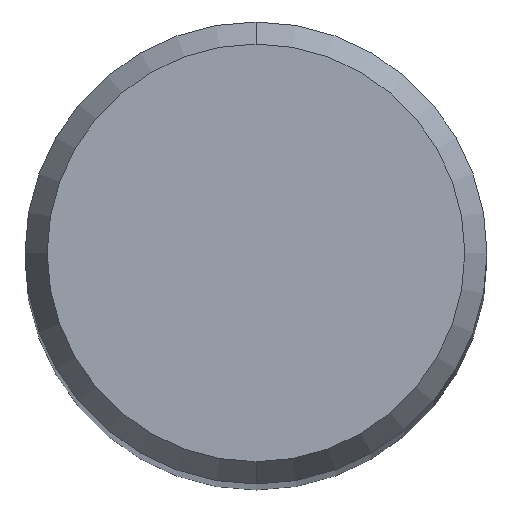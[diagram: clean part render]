
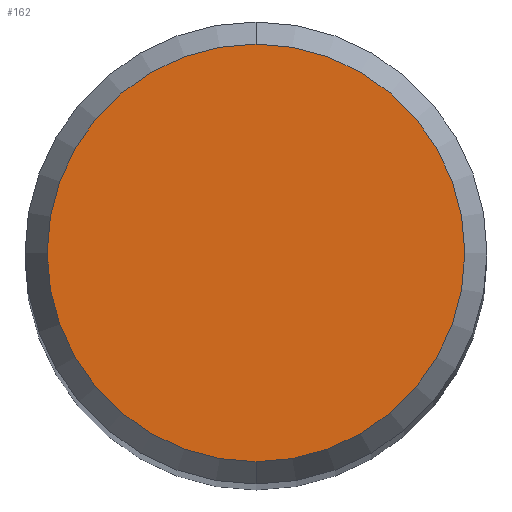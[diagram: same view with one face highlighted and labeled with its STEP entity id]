
A CAD part, top view. The second image highlights one B-rep face of the part: STEP entity #162.
In plain terms, the highlighted planar face has unit normal (0, 0, 1).
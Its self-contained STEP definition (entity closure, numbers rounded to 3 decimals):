
#92=VERTEX_POINT('',#229);
#94=EDGE_CURVE('',#92,#204,#231,.T.);
#104=EDGE_CURVE('',#204,#92,#241,.T.);
#162=ADVANCED_FACE('',(#305),#306,.T.);
#204=VERTEX_POINT('',#357);
#229=CARTESIAN_POINT('',(0.,-2.158,0.01));
#231=CIRCLE('',#377,2.158);
#241=CIRCLE('',#391,2.158);
#305=FACE_OUTER_BOUND('',#473,.T.);
#306=PLANE('',#474);
#357=CARTESIAN_POINT('',(0.0,2.158,0.01));
#377=AXIS2_PLACEMENT_3D('',#542,#543,#544);
#391=AXIS2_PLACEMENT_3D('',#554,#555,#556);
#473=EDGE_LOOP('',(#635,#636));
#474=AXIS2_PLACEMENT_3D('',#637,#638,#639);
#542=CARTESIAN_POINT('',(0.0,0.0,0.01));
#543=DIRECTION('',(0.0,0.0,-1.0));
#544=DIRECTION('',(0.0,1.0,0.0));
#554=CARTESIAN_POINT('',(0.0,0.0,0.01));
#555=DIRECTION('',(0.0,0.0,-1.0));
#556=DIRECTION('',(0.0,1.0,0.0));
#635=ORIENTED_EDGE('',*,*,#104,.F.);
#636=ORIENTED_EDGE('',*,*,#94,.F.);
#637=CARTESIAN_POINT('',(0.0,1.079,0.01));
#638=DIRECTION('',(-0.0,0.0,1.0));
#639=DIRECTION('',(0.0,-1.0,0.0));
